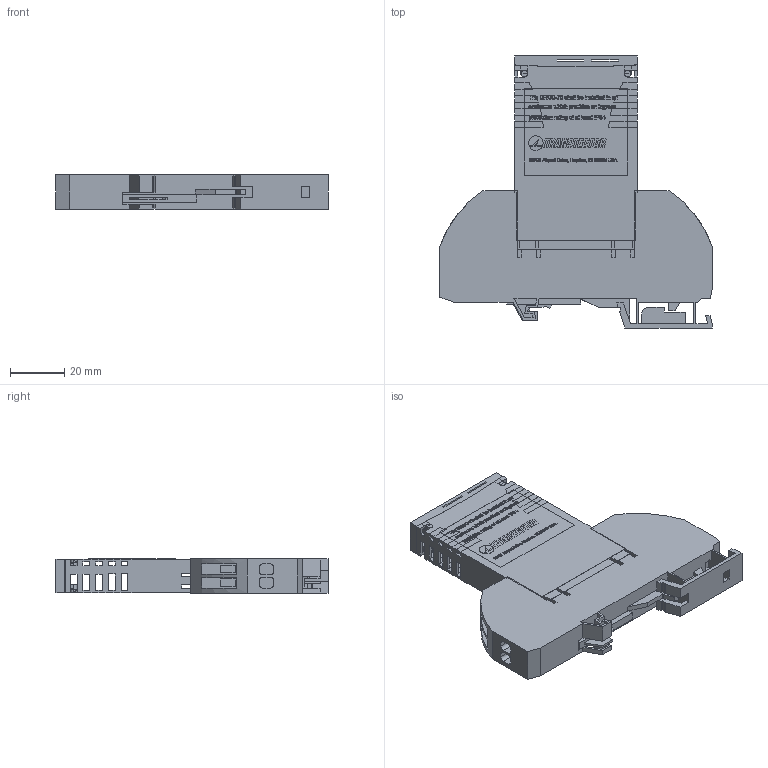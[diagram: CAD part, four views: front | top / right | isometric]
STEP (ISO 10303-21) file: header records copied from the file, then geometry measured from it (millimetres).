
FILE_DESCRIPTION (( 'STEP AP214' ), '1' );
FILE_NAME ('1101-724-E.STEP', '2019-01-24T20:43:43', ( '' ), ( '' ), 'SwSTEP 2.0', 'SolidWorks 2018', '' );
FILE_SCHEMA (( 'AUTOMOTIVE_DESIGN' ));
Length unit declared in the file: inch
Products named in the file (14): 2003-2037; Wieland Module Bottom^2002-148; 2002-147; 2003-1917; 2002-148; Wieland Module top^2002-148; 2003-2658; 1101-724-E
Assembly tree (7 placements, depth 3):
  2003-1917
  2002-147
  Wieland Module top^2002-148
  2003-2658
  2003-2037
Bounding box: 100 x 99.89 x 12.5 mm (x, y, z)
Volume: 43071 mm3; surface area: 39720.3 mm2
Topology: 19 solids, 19 shells, 5045 faces, 13641 edges, 9087 vertices
Faces by surface type: plane 3114, bspline 1772, cylinder 159
Entity records: 292432 total; most frequent: CARTESIAN_POINT 122577, ORIENTED_EDGE 27282, DIRECTION 16993, EDGE_CURVE 13641, VECTOR 9747, LINE 9747, VERTEX_POINT 9087, EDGE_LOOP 5582
